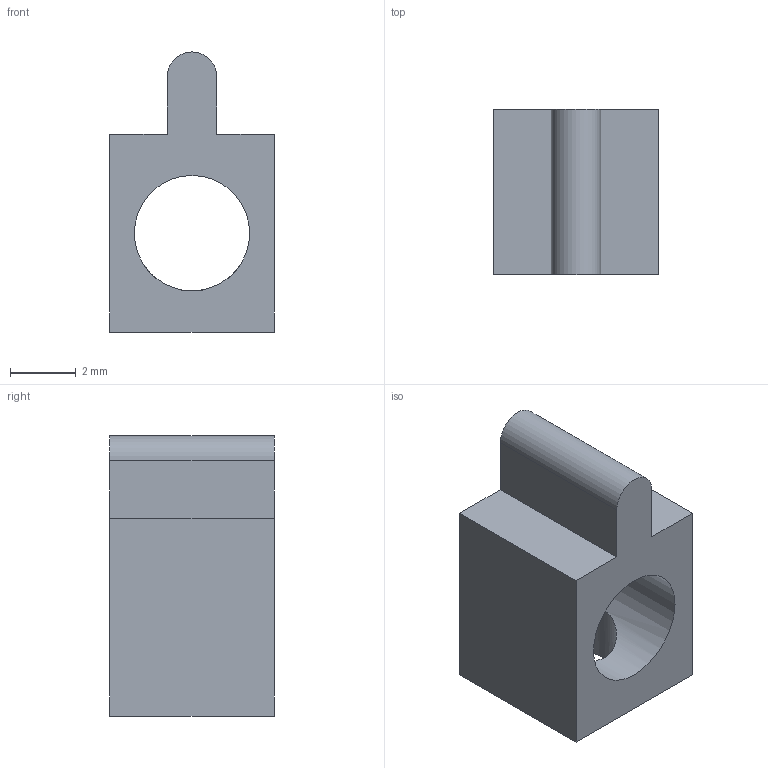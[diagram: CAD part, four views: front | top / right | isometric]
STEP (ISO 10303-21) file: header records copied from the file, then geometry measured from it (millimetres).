
FILE_DESCRIPTION(('STEP AP214'), '1');
FILE_NAME('Êëåììà Ì3', '2022-10-13T05:45:19', ('ava'), (''), 'ASCON STEP Converter 1.3', 'ASCON Math Kernel', '');
FILE_SCHEMA(('AUTOMOTIVE_DESIGN { 1 0 10303 214 3 1 1}'));
Length unit declared in the file: millimetre
Products named in the file (1): 1
Bounding box: 5 x 5 x 8.5 mm (x, y, z)
Volume: 113 mm3; surface area: 236.2 mm2
Topology: 1 solids, 1 shells, 12 faces, 30 edges, 20 vertices
Faces by surface type: plane 9, cylinder 3
Full cylindrical faces by diameter (mm): 2.459 x1, 3.5 x1
Entity records: 458 total; most frequent: CARTESIAN_POINT 125, DIRECTION 58, ORIENTED_EDGE 56, EDGE_CURVE 28, LINE 22, VECTOR 22, VERTEX_POINT 20, AXIS2_PLACEMENT_3D 18
